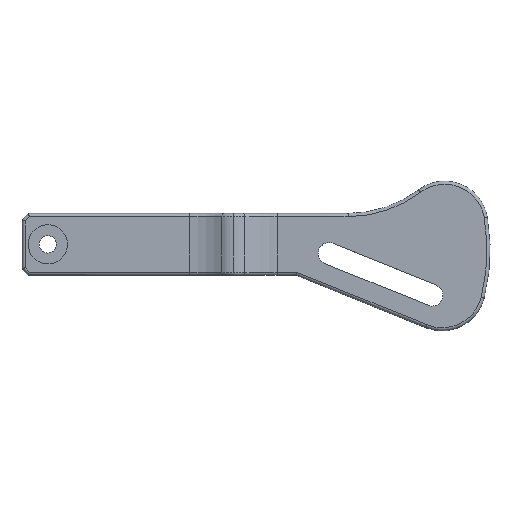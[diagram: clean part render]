
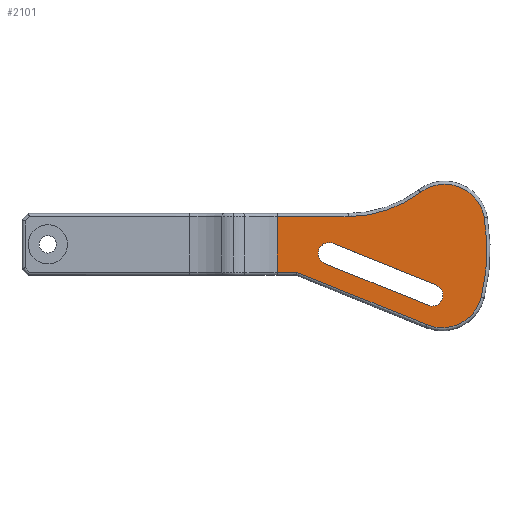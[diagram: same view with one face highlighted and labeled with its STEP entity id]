
A CAD part, top view. The second image highlights one B-rep face of the part: STEP entity #2101.
In plain terms, the highlighted planar face has unit normal (0, 0, 1).
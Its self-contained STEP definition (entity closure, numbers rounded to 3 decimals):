
#7 = AXIS2_PLACEMENT_3D ( 'NONE', #1450, #1654, #1674 ) ;
#10 = CARTESIAN_POINT ( 'NONE',  ( 7.09, -4.5, 1.5 ) ) ;
#24 = EDGE_CURVE ( 'NONE', #1526, #462, #262, .T. ) ;
#30 = EDGE_LOOP ( 'NONE', ( #1727, #633, #132, #1998, #823, #1595, #1307, #2352, #242 ) ) ;
#46 = EDGE_LOOP ( 'NONE', ( #1121, #2137, #580, #2193, #1053 ) ) ;
#56 = CARTESIAN_POINT ( 'NONE',  ( 0., 0., 1.5 ) ) ;
#87 = CARTESIAN_POINT ( 'NONE',  ( 10.271, -4.5, 1.5 ) ) ;
#89 = CIRCLE ( 'NONE', #598, 6.5 ) ;
#90 = EDGE_CURVE ( 'NONE', #2084, #478, #1457, .T. ) ;
#131 = DIRECTION ( 'NONE',  ( -1., 0., 0. ) ) ;
#132 = ORIENTED_EDGE ( 'NONE', *, *, #710, .F. ) ;
#145 = VERTEX_POINT ( 'NONE', #1897 ) ;
#172 = CARTESIAN_POINT ( 'NONE',  ( 15.47, -1.478, 1.5 ) ) ;
#194 = LINE ( 'NONE', #10, #1843 ) ;
#210 = EDGE_CURVE ( 'NONE', #1857, #559, #1239, .T. ) ;
#242 = ORIENTED_EDGE ( 'NONE', *, *, #728, .F. ) ;
#262 = LINE ( 'NONE', #1823, #1637 ) ;
#275 = CIRCLE ( 'NONE', #553, 19.5 ) ;
#279 = CIRCLE ( 'NONE', #434, 31.5 ) ;
#301 = DIRECTION ( 'NONE',  ( 0.639, 0.769, 0. ) ) ;
#323 = CARTESIAN_POINT ( 'NONE',  ( 16.126, 0.145, 1.5 ) ) ;
#378 = EDGE_CURVE ( 'NONE', #2287, #862, #275, .T. ) ;
#396 = LINE ( 'NONE', #2094, #1196 ) ;
#425 = DIRECTION ( 'NONE',  ( 0., 0., 1. ) ) ;
#434 = AXIS2_PLACEMENT_3D ( 'NONE', #578, #570, #611 ) ;
#460 = CARTESIAN_POINT ( 'NONE',  ( 32.815, -6.598, 1.5 ) ) ;
#462 = VERTEX_POINT ( 'NONE', #87 ) ;
#468 = AXIS2_PLACEMENT_3D ( 'NONE', #172, #964, #1152 ) ;
#473 = EDGE_CURVE ( 'NONE', #1545, #2287, #672, .T. ) ;
#474 = DIRECTION ( 'NONE',  ( 0., 0., 1. ) ) ;
#478 = VERTEX_POINT ( 'NONE', #1847 ) ;
#501 = DIRECTION ( 'NONE',  ( -0.927, 0.375, 0. ) ) ;
#527 = VECTOR ( 'NONE', #2451, 1000. ) ;
#553 = AXIS2_PLACEMENT_3D ( 'NONE', #2135, #425, #1013 ) ;
#559 = VERTEX_POINT ( 'NONE', #1867 ) ;
#570 = DIRECTION ( 'NONE',  ( 0., 0., -1. ) ) ;
#578 = CARTESIAN_POINT ( 'NONE',  ( 9.53, -0.917, 1.5 ) ) ;
#580 = ORIENTED_EDGE ( 'NONE', *, *, #2220, .T. ) ;
#584 = DIRECTION ( 'NONE',  ( -0.927, 0.375, 0. ) ) ;
#598 = AXIS2_PLACEMENT_3D ( 'NONE', #2260, #1856, #131 ) ;
#611 = DIRECTION ( 'NONE',  ( -1., 0., 0. ) ) ;
#621 = VECTOR ( 'NONE', #1414, 1000. ) ;
#626 = FACE_BOUND ( 'NONE', #46, .T. ) ;
#633 = ORIENTED_EDGE ( 'NONE', *, *, #2227, .F. ) ;
#646 = CARTESIAN_POINT ( 'NONE',  ( 7.09, 0., 1.5 ) ) ;
#672 = LINE ( 'NONE', #1442, #951 ) ;
#680 = DIRECTION ( 'NONE',  ( 0., 0., -1. ) ) ;
#708 = DIRECTION ( 'NONE',  ( -1., 0., 0. ) ) ;
#710 = EDGE_CURVE ( 'NONE', #1447, #145, #279, .T. ) ;
#728 = EDGE_CURVE ( 'NONE', #462, #2084, #194, .T. ) ;
#764 = AXIS2_PLACEMENT_3D ( 'NONE', #1300, #680, #2420 ) ;
#823 = ORIENTED_EDGE ( 'NONE', *, *, #378, .F. ) ;
#859 = VERTEX_POINT ( 'NONE', #1009 ) ;
#862 = VERTEX_POINT ( 'NONE', #1616 ) ;
#899 = VERTEX_POINT ( 'NONE', #460 ) ;
#951 = VECTOR ( 'NONE', #301, 1000. ) ;
#952 = CARTESIAN_POINT ( 'NONE',  ( 33.909, -8.221, 1.5 ) ) ;
#964 = DIRECTION ( 'NONE',  ( 0., 0., -1. ) ) ;
#985 = CIRCLE ( 'NONE', #468, 1.75 ) ;
#1009 = CARTESIAN_POINT ( 'NONE',  ( 14.815, -3.1, 1.5 ) ) ;
#1011 = CARTESIAN_POINT ( 'NONE',  ( 7.09, -4.5, 1.5 ) ) ;
#1013 = DIRECTION ( 'NONE',  ( -1., 0., 0. ) ) ;
#1053 = ORIENTED_EDGE ( 'NONE', *, *, #1527, .T. ) ;
#1084 = CARTESIAN_POINT ( 'NONE',  ( 18.72, 4.501, 1.5 ) ) ;
#1121 = ORIENTED_EDGE ( 'NONE', *, *, #1552, .T. ) ;
#1152 = DIRECTION ( 'NONE',  ( -1., 0., 0. ) ) ;
#1196 = VECTOR ( 'NONE', #1904, 1000. ) ;
#1202 = PLANE ( 'NONE',  #1508 ) ;
#1208 = CIRCLE ( 'NONE', #764, 1.75 ) ;
#1239 = CIRCLE ( 'NONE', #1676, 1.75 ) ;
#1300 = CARTESIAN_POINT ( 'NONE',  ( 32.159, -8.221, 1.5 ) ) ;
#1307 = ORIENTED_EDGE ( 'NONE', *, *, #2414, .F. ) ;
#1414 = DIRECTION ( 'NONE',  ( 0., 1., 0. ) ) ;
#1423 = FACE_OUTER_BOUND ( 'NONE', #30, .T. ) ;
#1442 = CARTESIAN_POINT ( 'NONE',  ( 8.859, -7.363, 1.5 ) ) ;
#1447 = VERTEX_POINT ( 'NONE', #1872 ) ;
#1450 = CARTESIAN_POINT ( 'NONE',  ( 33.782, -6.989, 1.5 ) ) ;
#1457 = LINE ( 'NONE', #646, #621 ) ;
#1508 = AXIS2_PLACEMENT_3D ( 'NONE', #56, #474, #2010 ) ;
#1526 = VERTEX_POINT ( 'NONE', #1704 ) ;
#1527 = EDGE_CURVE ( 'NONE', #559, #859, #2266, .T. ) ;
#1545 = VERTEX_POINT ( 'NONE', #2467 ) ;
#1552 = EDGE_CURVE ( 'NONE', #859, #2214, #985, .T. ) ;
#1570 = CIRCLE ( 'NONE', #7, 6.5 ) ;
#1595 = ORIENTED_EDGE ( 'NONE', *, *, #473, .F. ) ;
#1616 = CARTESIAN_POINT ( 'NONE',  ( 30.272, 8.426, 1.5 ) ) ;
#1637 = VECTOR ( 'NONE', #501, 1000. ) ;
#1654 = DIRECTION ( 'NONE',  ( 0., 0., -1. ) ) ;
#1674 = DIRECTION ( 'NONE',  ( -1., 0., 0. ) ) ;
#1676 = AXIS2_PLACEMENT_3D ( 'NONE', #2051, #1692, #708 ) ;
#1692 = DIRECTION ( 'NONE',  ( 0., 0., -1. ) ) ;
#1704 = CARTESIAN_POINT ( 'NONE',  ( 31.347, -13.015, 1.5 ) ) ;
#1727 = ORIENTED_EDGE ( 'NONE', *, *, #24, .F. ) ;
#1823 = CARTESIAN_POINT ( 'NONE',  ( 10.361, -4.536, 1.5 ) ) ;
#1843 = VECTOR ( 'NONE', #2322, 1000. ) ;
#1847 = CARTESIAN_POINT ( 'NONE',  ( 7.09, 4.5, 1.5 ) ) ;
#1856 = DIRECTION ( 'NONE',  ( 0., 0., -1. ) ) ;
#1857 = VERTEX_POINT ( 'NONE', #952 ) ;
#1867 = CARTESIAN_POINT ( 'NONE',  ( 31.504, -9.843, 1.5 ) ) ;
#1872 = CARTESIAN_POINT ( 'NONE',  ( 40.593, 4.314, 1.5 ) ) ;
#1897 = CARTESIAN_POINT ( 'NONE',  ( 40.087, -8.567, 1.5 ) ) ;
#1904 = DIRECTION ( 'NONE',  ( 1., 0., 0. ) ) ;
#1998 = ORIENTED_EDGE ( 'NONE', *, *, #2298, .F. ) ;
#2010 = DIRECTION ( 'NONE',  ( -1., 0., 0. ) ) ;
#2020 = LINE ( 'NONE', #2224, #527 ) ;
#2051 = CARTESIAN_POINT ( 'NONE',  ( 32.159, -8.221, 1.5 ) ) ;
#2063 = VECTOR ( 'NONE', #584, 1000. ) ;
#2084 = VERTEX_POINT ( 'NONE', #1011 ) ;
#2089 = CARTESIAN_POINT ( 'NONE',  ( 1.002, 2.48, 1.5 ) ) ;
#2094 = CARTESIAN_POINT ( 'NONE',  ( 18.485, 4.5, 1.5 ) ) ;
#2101 = ADVANCED_FACE ( 'NONE', ( #626, #1423 ), #1202, .T. ) ;
#2135 = CARTESIAN_POINT ( 'NONE',  ( 18.537, 24., 1.5 ) ) ;
#2137 = ORIENTED_EDGE ( 'NONE', *, *, #2263, .T. ) ;
#2193 = ORIENTED_EDGE ( 'NONE', *, *, #210, .T. ) ;
#2214 = VERTEX_POINT ( 'NONE', #323 ) ;
#2220 = EDGE_CURVE ( 'NONE', #899, #1857, #1208, .T. ) ;
#2224 = CARTESIAN_POINT ( 'NONE',  ( 2.313, 5.725, 1.5 ) ) ;
#2227 = EDGE_CURVE ( 'NONE', #145, #1526, #1570, .T. ) ;
#2260 = CARTESIAN_POINT ( 'NONE',  ( 34.183, 3.235, 1.5 ) ) ;
#2263 = EDGE_CURVE ( 'NONE', #2214, #899, #2020, .T. ) ;
#2266 = LINE ( 'NONE', #2089, #2063 ) ;
#2287 = VERTEX_POINT ( 'NONE', #1084 ) ;
#2298 = EDGE_CURVE ( 'NONE', #862, #1447, #89, .T. ) ;
#2322 = DIRECTION ( 'NONE',  ( -1., 0., 0. ) ) ;
#2352 = ORIENTED_EDGE ( 'NONE', *, *, #90, .F. ) ;
#2414 = EDGE_CURVE ( 'NONE', #478, #1545, #396, .T. ) ;
#2420 = DIRECTION ( 'NONE',  ( -1., 0., 0. ) ) ;
#2451 = DIRECTION ( 'NONE',  ( 0.927, -0.375, 0. ) ) ;
#2467 = CARTESIAN_POINT ( 'NONE',  ( 18.719, 4.5, 1.5 ) ) ;
